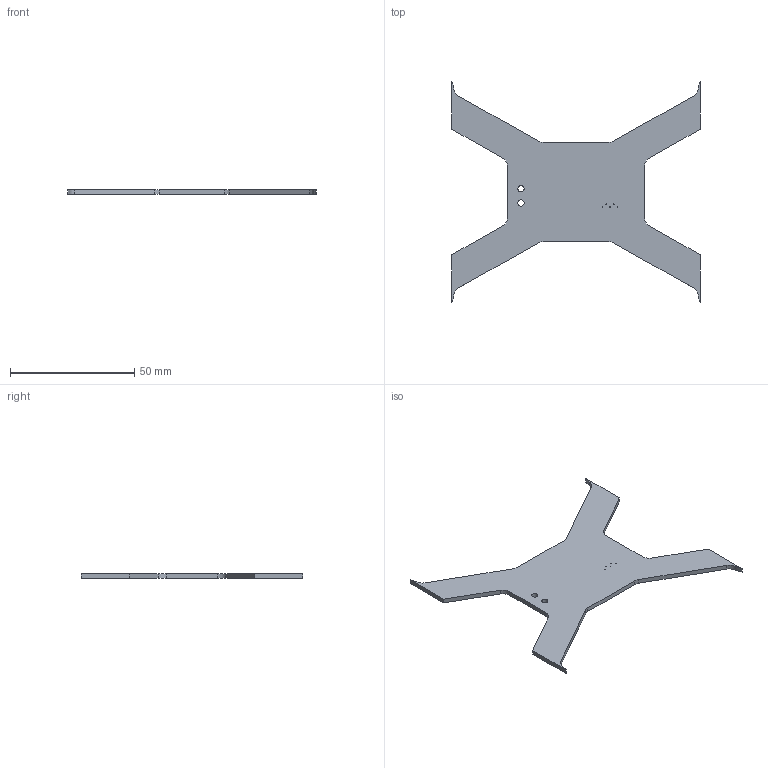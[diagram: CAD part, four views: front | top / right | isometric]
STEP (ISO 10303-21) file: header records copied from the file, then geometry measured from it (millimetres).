
FILE_DESCRIPTION(('KiCad electronic assembly'),'2;1');
FILE_NAME('neodrone-v1.step','2026-02-08T22:04:31',('Pcbnew'),('Kicad'), 'Open CASCADE STEP processor 7.8','KiCad to STEP converter','Unknown' );
FILE_SCHEMA(('AUTOMOTIVE_DESIGN { 1 0 10303 214 1 1 1 1 }'));
Length unit declared in the file: millimetre
Products named in the file (2): neodrone-v1 1; neodrone-v1_PCB
Assembly tree (1 placements, depth 2):
  neodrone-v1 1
    neodrone-v1_PCB
Bounding box: 100 x 89 x 1.84 mm (x, y, z)
Volume: 6898.7 mm3; surface area: 8389.8 mm2
Topology: 1 solids, 1 shells, 41 faces, 117 edges, 78 vertices
Faces by surface type: cylinder 23, plane 18
Full cylindrical faces by diameter (mm): 0.3 x5, 2.5 x2
Entity records: 1422 total; most frequent: DIRECTION 249, CARTESIAN_POINT 238, ORIENTED_EDGE 234, EDGE_CURVE 117, AXIS2_PLACEMENT_3D 89, VERTEX_POINT 78, LINE 71, VECTOR 71
